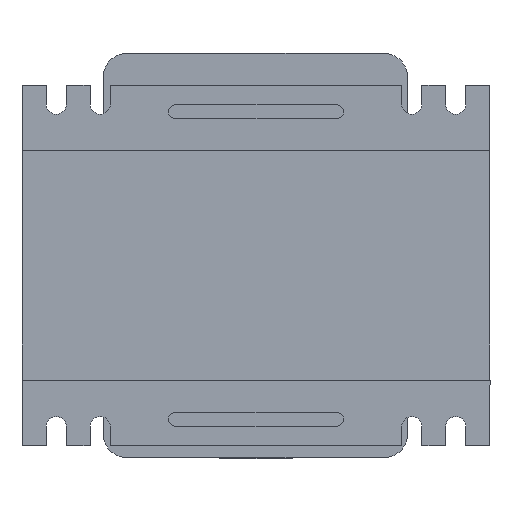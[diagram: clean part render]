
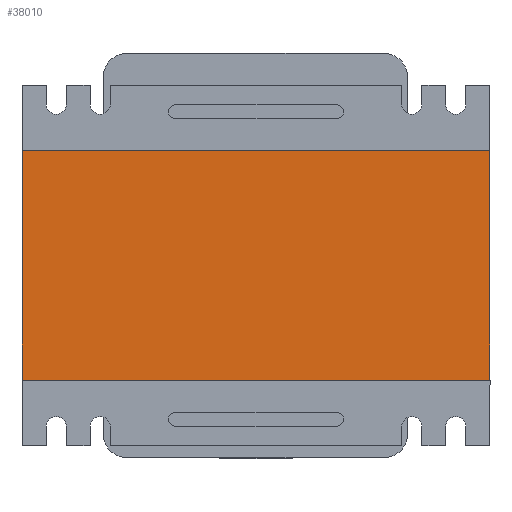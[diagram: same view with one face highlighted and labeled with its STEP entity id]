
A CAD part, front view. The second image highlights one B-rep face of the part: STEP entity #38010.
In plain terms, the highlighted planar face has unit normal (0, -1, 0).
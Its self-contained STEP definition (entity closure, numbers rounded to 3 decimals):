
#303 = EDGE_CURVE ( 'NONE', #3609, #7359, #461, .T. ) ;
#461 = LINE ( 'NONE', #33728, #1420 ) ;
#1420 = VECTOR ( 'NONE', #24592, 1000. ) ;
#3609 = VERTEX_POINT ( 'NONE', #24880 ) ;
#6524 = LINE ( 'NONE', #9097, #29569 ) ;
#7359 = VERTEX_POINT ( 'NONE', #15893 ) ;
#7778 = DIRECTION ( 'NONE',  ( 0., 1., 0. ) ) ;
#8412 = VERTEX_POINT ( 'NONE', #37949 ) ;
#9097 = CARTESIAN_POINT ( 'NONE',  ( -201.761, 0., 0. ) ) ;
#9574 = CARTESIAN_POINT ( 'NONE',  ( -201.761, 0., 94. ) ) ;
#9862 = VECTOR ( 'NONE', #36500, 1000. ) ;
#9912 = ORIENTED_EDGE ( 'NONE', *, *, #33966, .F. ) ;
#10507 = AXIS2_PLACEMENT_3D ( 'NONE', #9574, #7778, #23005 ) ;
#15528 = CARTESIAN_POINT ( 'NONE',  ( -201.761, 0., 94. ) ) ;
#15713 = VERTEX_POINT ( 'NONE', #34019 ) ;
#15893 = CARTESIAN_POINT ( 'NONE',  ( -201.761, 0., 0. ) ) ;
#16631 = ORIENTED_EDGE ( 'NONE', *, *, #37924, .F. ) ;
#16826 = ORIENTED_EDGE ( 'NONE', *, *, #303, .T. ) ;
#17121 = VECTOR ( 'NONE', #32867, 1000. ) ;
#18687 = LINE ( 'NONE', #15528, #9862 ) ;
#19273 = FACE_OUTER_BOUND ( 'NONE', #33905, .T. ) ;
#20809 = EDGE_CURVE ( 'NONE', #7359, #15713, #6524, .T. ) ;
#23005 = DIRECTION ( 'NONE',  ( 0., 0., 1. ) ) ;
#23558 = LINE ( 'NONE', #26915, #17121 ) ;
#24592 = DIRECTION ( 'NONE',  ( 0., 0., -1. ) ) ;
#24880 = CARTESIAN_POINT ( 'NONE',  ( -201.761, 0., 94. ) ) ;
#26915 = CARTESIAN_POINT ( 'NONE',  ( -9.761, 0., 94. ) ) ;
#29301 = ORIENTED_EDGE ( 'NONE', *, *, #20809, .T. ) ;
#29569 = VECTOR ( 'NONE', #30670, 1000. ) ;
#30670 = DIRECTION ( 'NONE',  ( 1., 0., 0. ) ) ;
#31348 = PLANE ( 'NONE',  #10507 ) ;
#32867 = DIRECTION ( 'NONE',  ( 0., 0., -1. ) ) ;
#33728 = CARTESIAN_POINT ( 'NONE',  ( -201.761, 0., 94. ) ) ;
#33905 = EDGE_LOOP ( 'NONE', ( #29301, #9912, #16631, #16826 ) ) ;
#33966 = EDGE_CURVE ( 'NONE', #8412, #15713, #23558, .T. ) ;
#34019 = CARTESIAN_POINT ( 'NONE',  ( -9.761, 0., 0. ) ) ;
#36500 = DIRECTION ( 'NONE',  ( 1., 0., 0. ) ) ;
#37924 = EDGE_CURVE ( 'NONE', #3609, #8412, #18687, .T. ) ;
#37949 = CARTESIAN_POINT ( 'NONE',  ( -9.761, 0., 94. ) ) ;
#38010 = ADVANCED_FACE ( 'NONE', ( #19273 ), #31348, .F. ) ;
